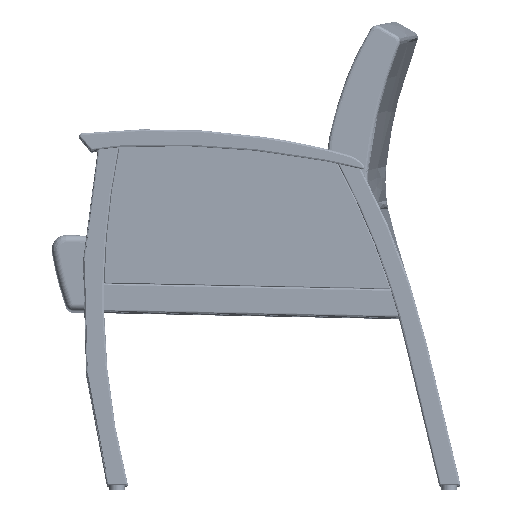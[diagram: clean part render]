
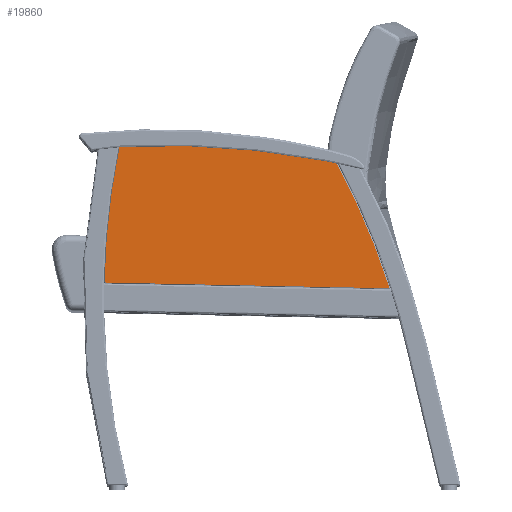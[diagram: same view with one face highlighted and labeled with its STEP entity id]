
A CAD part, top view. The second image highlights one B-rep face of the part: STEP entity #19860.
In plain terms, the highlighted planar face has unit normal (0, 0, 1).
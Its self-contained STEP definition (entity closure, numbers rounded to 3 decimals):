
#2510=PLANE('',#22213);
#3766=LINE('',#118611,#4401);
#4401=VECTOR('',#27408,20.361);
#6180=FACE_OUTER_BOUND('',#7868,.T.);
#7868=EDGE_LOOP('',(#18456,#18457,#18458,#18459));
#9095=CIRCLE('',#22211,53.107);
#9097=CIRCLE('',#22214,53.107);
#9098=CIRCLE('',#22215,59.771);
#10778=VERTEX_POINT('',#118576);
#10781=VERTEX_POINT('',#118596);
#10782=VERTEX_POINT('',#118613);
#10784=VERTEX_POINT('',#118632);
#13344=EDGE_CURVE('',#10781,#10778,#3766,.T.);
#13345=EDGE_CURVE('',#10778,#10782,#9095,.T.);
#13348=EDGE_CURVE('',#10784,#10781,#9097,.T.);
#13349=EDGE_CURVE('',#10782,#10784,#9098,.T.);
#18456=ORIENTED_EDGE('',*,*,#13344,.F.);
#18457=ORIENTED_EDGE('',*,*,#13348,.F.);
#18458=ORIENTED_EDGE('',*,*,#13349,.F.);
#18459=ORIENTED_EDGE('',*,*,#13345,.F.);
#19860=ADVANCED_FACE('',(#6180),#2510,.T.);
#22211=AXIS2_PLACEMENT_3D('',#118614,#27411,#27412);
#22213=AXIS2_PLACEMENT_3D('',#118631,#27415,#27416);
#22214=AXIS2_PLACEMENT_3D('',#118633,#27417,#27418);
#22215=AXIS2_PLACEMENT_3D('',#118634,#27419,#27420);
#27408=DIRECTION('',(-1.,0.02,0.));
#27411=DIRECTION('center_axis',(0.,0.,-1.));
#27412=DIRECTION('ref_axis',(-0.994,0.11,0.));
#27415=DIRECTION('center_axis',(0.,0.,1.));
#27416=DIRECTION('ref_axis',(1.,0.,0.));
#27417=DIRECTION('center_axis',(0.,0.,-1.));
#27418=DIRECTION('ref_axis',(0.921,0.39,0.));
#27419=DIRECTION('center_axis',(0.,0.,-1.));
#27420=DIRECTION('ref_axis',(0.068,0.998,0.));
#118576=CARTESIAN_POINT('',(-10.294,-4.614,0.813));
#118596=CARTESIAN_POINT('',(10.063,-5.024,0.813));
#118611=CARTESIAN_POINT('',(4.99,-4.922,0.813));
#118613=CARTESIAN_POINT('',(-9.201,5.166,0.813));
#118614=CARTESIAN_POINT('Origin',(42.804,-5.595,0.813));
#118631=CARTESIAN_POINT('Origin',(0.,0.,0.813));
#118632=CARTESIAN_POINT('',(6.211,4.023,0.813));
#118633=CARTESIAN_POINT('Origin',(-40.515,-21.216,0.813));
#118634=CARTESIAN_POINT('Origin',(-5.878,-54.512,0.813));
